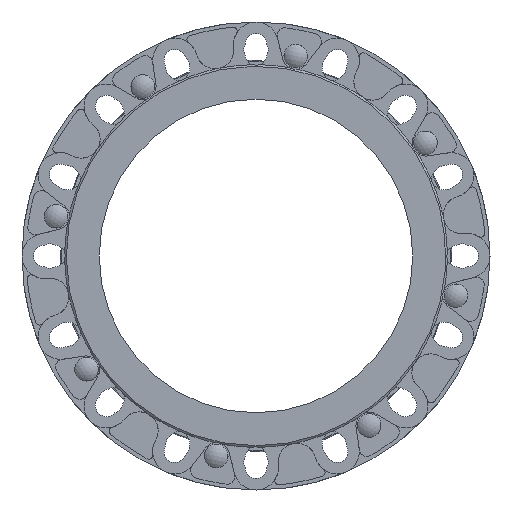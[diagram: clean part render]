
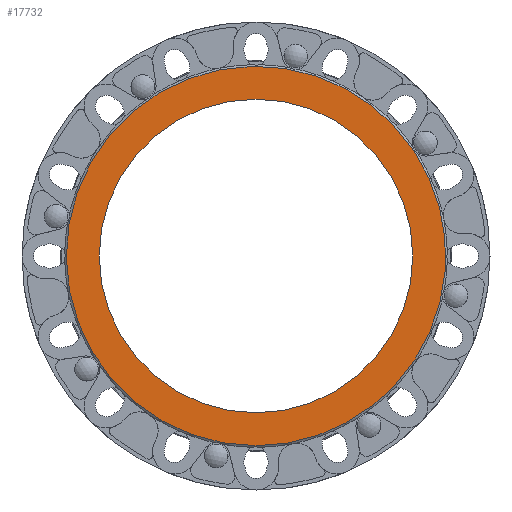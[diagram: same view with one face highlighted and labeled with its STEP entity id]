
A CAD part, front view. The second image highlights one B-rep face of the part: STEP entity #17732.
In plain terms, the highlighted planar face has unit normal (0, -1, 0).
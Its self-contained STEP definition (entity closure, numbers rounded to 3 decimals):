
#2272 = CARTESIAN_POINT ( 'NONE',  ( 0., 0., -242. ) ) ;
#2290 = CARTESIAN_POINT ( 'NONE',  ( 0., 0., 200. ) ) ;
#2934 = FACE_BOUND ( 'NONE', #19355, .T. ) ;
#2936 = FACE_OUTER_BOUND ( 'NONE', #19332, .T. ) ;
#3330 = CIRCLE ( 'NONE', #23172, 200. ) ;
#6661 = CARTESIAN_POINT ( 'NONE',  ( 0., 0., 0. ) ) ;
#6662 = DIRECTION ( 'NONE',  ( 0., -1., 0. ) ) ;
#6663 = DIRECTION ( 'NONE',  ( 0., 0., -1. ) ) ;
#7522 = EDGE_CURVE ( 'NONE', #29304, #29304, #27277, .T. ) ;
#10088 = AXIS2_PLACEMENT_3D ( 'NONE', #6661, #6662, #6663 ) ;
#16175 = DIRECTION ( 'NONE',  ( 0., 1., 0. ) ) ;
#16176 = CARTESIAN_POINT ( 'NONE',  ( 0., 0., 0. ) ) ;
#16178 = PLANE ( 'NONE',  #23034 ) ;
#16180 = DIRECTION ( 'NONE',  ( 0., 0., 1. ) ) ;
#17031 = CARTESIAN_POINT ( 'NONE',  ( 0., 0., 0. ) ) ;
#17032 = DIRECTION ( 'NONE',  ( 0., 1., 0. ) ) ;
#17033 = DIRECTION ( 'NONE',  ( 0., 0., 1. ) ) ;
#17732 = ADVANCED_FACE ( 'NONE', ( #2934, #2936 ), #16178, .F. ) ;
#17987 = EDGE_CURVE ( 'NONE', #29322, #29322, #3330, .T. ) ;
#19332 = EDGE_LOOP ( 'NONE', ( #24744 ) ) ;
#19355 = EDGE_LOOP ( 'NONE', ( #24743 ) ) ;
#23034 = AXIS2_PLACEMENT_3D ( 'NONE', #16176, #16175, #16180 ) ;
#23172 = AXIS2_PLACEMENT_3D ( 'NONE', #17031, #17032, #17033 ) ;
#24743 = ORIENTED_EDGE ( 'NONE', *, *, #17987, .T. ) ;
#24744 = ORIENTED_EDGE ( 'NONE', *, *, #7522, .T. ) ;
#27277 = CIRCLE ( 'NONE', #10088, 242. ) ;
#29304 = VERTEX_POINT ( 'NONE', #2272 ) ;
#29322 = VERTEX_POINT ( 'NONE', #2290 ) ;
